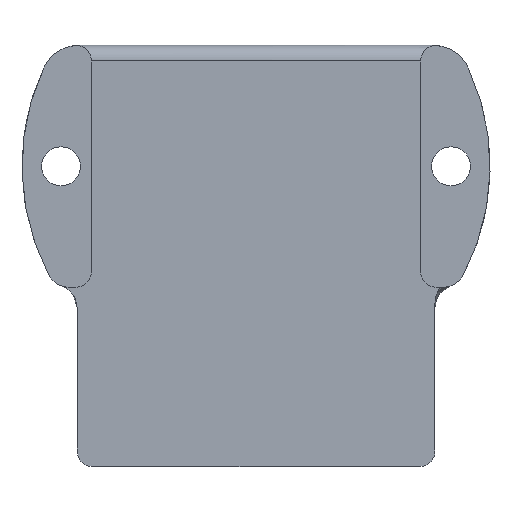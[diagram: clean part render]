
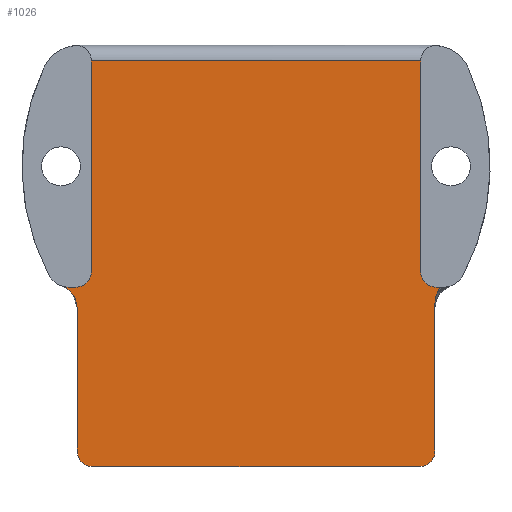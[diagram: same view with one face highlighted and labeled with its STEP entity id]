
A CAD part, front view. The second image highlights one B-rep face of the part: STEP entity #1026.
In plain terms, the highlighted planar face has unit normal (0, -1, 0).
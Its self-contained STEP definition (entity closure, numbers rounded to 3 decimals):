
#59=PLANE('',#1146);
#118=FACE_OUTER_BOUND('',#184,.T.);
#184=EDGE_LOOP('',(#926,#927,#928,#929,#930,#931,#932,#933,#934,#935,#936,
#937,#938,#939,#940));
#200=B_SPLINE_CURVE_WITH_KNOTS('',3,(#1763,#1764,#1765,#1766,#1767,#1768),
 .UNSPECIFIED.,.F.,.F.,(4,2,4),(0.135,0.225,0.324),
 .UNSPECIFIED.);
#237=LINE('',#1494,#291);
#243=LINE('',#1511,#297);
#251=LINE('',#1892,#305);
#258=LINE('',#2064,#312);
#263=LINE('',#2090,#317);
#274=LINE('',#2344,#328);
#278=LINE('',#2360,#332);
#281=LINE('',#2367,#335);
#291=VECTOR('',#1187,10.);
#297=VECTOR('',#1203,10.);
#305=VECTOR('',#1239,10.);
#312=VECTOR('',#1276,10.);
#317=VECTOR('',#1297,10.);
#328=VECTOR('',#1366,10.);
#332=VECTOR('',#1388,10.);
#335=VECTOR('',#1397,10.);
#342=CIRCLE('',#1059,2.);
#345=CIRCLE('',#1065,2.);
#350=CIRCLE('',#1072,3.);
#360=CIRCLE('',#1086,3.);
#389=CIRCLE('',#1140,2.);
#390=CIRCLE('',#1143,2.);
#403=VERTEX_POINT('',#1475);
#404=VERTEX_POINT('',#1477);
#407=VERTEX_POINT('',#1486);
#411=VERTEX_POINT('',#1504);
#412=VERTEX_POINT('',#1506);
#413=VERTEX_POINT('',#1510);
#420=VERTEX_POINT('',#1585);
#428=VERTEX_POINT('',#1757);
#437=VERTEX_POINT('',#1891);
#443=VERTEX_POINT('',#1998);
#450=VERTEX_POINT('',#2063);
#480=VERTEX_POINT('',#2341);
#481=VERTEX_POINT('',#2343);
#484=VERTEX_POINT('',#2356);
#485=VERTEX_POINT('',#2362);
#501=EDGE_CURVE('',#403,#404,#342,.T.);
#507=EDGE_CURVE('',#403,#407,#237,.T.);
#513=EDGE_CURVE('',#411,#412,#345,.T.);
#515=EDGE_CURVE('',#413,#412,#243,.T.);
#526=EDGE_CURVE('',#420,#413,#350,.F.);
#540=EDGE_CURVE('',#407,#428,#200,.F.);
#552=EDGE_CURVE('',#437,#428,#251,.T.);
#563=EDGE_CURVE('',#420,#443,#360,.T.);
#575=EDGE_CURVE('',#443,#450,#258,.T.);
#586=EDGE_CURVE('',#411,#404,#263,.T.);
#625=EDGE_CURVE('',#480,#481,#274,.T.);
#632=EDGE_CURVE('',#450,#484,#389,.F.);
#634=EDGE_CURVE('',#480,#484,#278,.T.);
#636=EDGE_CURVE('',#485,#437,#390,.F.);
#638=EDGE_CURVE('',#485,#481,#281,.T.);
#926=ORIENTED_EDGE('',*,*,#501,.F.);
#927=ORIENTED_EDGE('',*,*,#507,.T.);
#928=ORIENTED_EDGE('',*,*,#540,.T.);
#929=ORIENTED_EDGE('',*,*,#552,.F.);
#930=ORIENTED_EDGE('',*,*,#636,.F.);
#931=ORIENTED_EDGE('',*,*,#638,.T.);
#932=ORIENTED_EDGE('',*,*,#625,.F.);
#933=ORIENTED_EDGE('',*,*,#634,.T.);
#934=ORIENTED_EDGE('',*,*,#632,.F.);
#935=ORIENTED_EDGE('',*,*,#575,.F.);
#936=ORIENTED_EDGE('',*,*,#563,.F.);
#937=ORIENTED_EDGE('',*,*,#526,.T.);
#938=ORIENTED_EDGE('',*,*,#515,.T.);
#939=ORIENTED_EDGE('',*,*,#513,.F.);
#940=ORIENTED_EDGE('',*,*,#586,.T.);
#1026=ADVANCED_FACE('',(#118),#59,.F.);
#1059=AXIS2_PLACEMENT_3D('',#1478,#1178,#1179);
#1065=AXIS2_PLACEMENT_3D('',#1507,#1198,#1199);
#1072=AXIS2_PLACEMENT_3D('',#1586,#1217,#1218);
#1086=AXIS2_PLACEMENT_3D('',#1999,#1253,#1254);
#1140=AXIS2_PLACEMENT_3D('',#2357,#1383,#1384);
#1143=AXIS2_PLACEMENT_3D('',#2364,#1392,#1393);
#1146=AXIS2_PLACEMENT_3D('',#2369,#1400,#1401);
#1178=DIRECTION('center_axis',(0.,1.,0.));
#1179=DIRECTION('ref_axis',(0.707,0.,-0.707));
#1187=DIRECTION('',(0.,0.,1.));
#1198=DIRECTION('center_axis',(0.,1.,0.));
#1199=DIRECTION('ref_axis',(-0.707,0.,-0.707));
#1203=DIRECTION('',(0.,0.,-1.));
#1217=DIRECTION('center_axis',(0.,-1.,0.));
#1218=DIRECTION('ref_axis',(-1.,0.,0.));
#1239=DIRECTION('',(1.,0.,0.));
#1253=DIRECTION('center_axis',(0.,-1.,0.));
#1254=DIRECTION('ref_axis',(-0.518,0.,-0.855));
#1276=DIRECTION('',(1.,0.,0.));
#1297=DIRECTION('',(1.,0.,0.));
#1366=DIRECTION('',(1.,0.,0.));
#1383=DIRECTION('center_axis',(0.,1.,0.));
#1384=DIRECTION('ref_axis',(0.707,0.,-0.707));
#1388=DIRECTION('',(0.,0.,-1.));
#1392=DIRECTION('center_axis',(0.,1.,0.));
#1393=DIRECTION('ref_axis',(-0.707,0.,-0.707));
#1397=DIRECTION('',(0.,0.,1.));
#1400=DIRECTION('center_axis',(0.,1.,0.));
#1401=DIRECTION('ref_axis',(0.,0.,1.));
#1475=CARTESIAN_POINT('',(22.94,32.,-36.494));
#1477=CARTESIAN_POINT('',(20.94,32.,-38.494));
#1478=CARTESIAN_POINT('Origin',(20.94,32.,-36.494));
#1486=CARTESIAN_POINT('',(22.94,32.,-17.55));
#1494=CARTESIAN_POINT('',(22.94,32.,-38.494));
#1504=CARTESIAN_POINT('',(-20.94,32.,-38.494));
#1506=CARTESIAN_POINT('',(-22.94,32.,-36.494));
#1507=CARTESIAN_POINT('Origin',(-20.94,32.,-36.494));
#1510=CARTESIAN_POINT('',(-22.94,32.,-18.154));
#1511=CARTESIAN_POINT('',(-22.94,32.,-15.494));
#1585=CARTESIAN_POINT('',(-24.936,32.,-15.327));
#1586=CARTESIAN_POINT('Origin',(-25.94,32.,-18.154));
#1757=CARTESIAN_POINT('',(23.557,32.,-15.5));
#1763=CARTESIAN_POINT('Ctrl Pts',(23.557,32.,-15.5));
#1764=CARTESIAN_POINT('Ctrl Pts',(23.372,32.,-15.788));
#1765=CARTESIAN_POINT('Ctrl Pts',(23.224,32.,-16.1));
#1766=CARTESIAN_POINT('Ctrl Pts',(23.002,32.,-16.79));
#1767=CARTESIAN_POINT('Ctrl Pts',(22.94,32.,-17.169));
#1768=CARTESIAN_POINT('Ctrl Pts',(22.94,32.,-17.55));
#1891=CARTESIAN_POINT('',(23.1,32.,-15.5));
#1892=CARTESIAN_POINT('',(-10.55,32.,-15.5));
#1998=CARTESIAN_POINT('',(-23.932,32.,-15.5));
#1999=CARTESIAN_POINT('Origin',(-23.932,32.,-12.5));
#2063=CARTESIAN_POINT('',(-23.1,32.,-15.5));
#2064=CARTESIAN_POINT('',(-10.55,32.,-15.5));
#2090=CARTESIAN_POINT('',(-22.94,32.,-38.494));
#2341=CARTESIAN_POINT('',(-21.1,32.,13.5));
#2343=CARTESIAN_POINT('',(21.1,32.,13.5));
#2344=CARTESIAN_POINT('',(-12.843,32.,13.5));
#2356=CARTESIAN_POINT('',(-21.1,32.,-13.5));
#2357=CARTESIAN_POINT('Origin',(-23.1,32.,-13.5));
#2360=CARTESIAN_POINT('',(-21.1,32.,15.5));
#2362=CARTESIAN_POINT('',(21.1,32.,-13.5));
#2364=CARTESIAN_POINT('Origin',(23.1,32.,-13.5));
#2367=CARTESIAN_POINT('',(21.1,32.,-15.5));
#2369=CARTESIAN_POINT('Origin',(0.,32.,0.));
